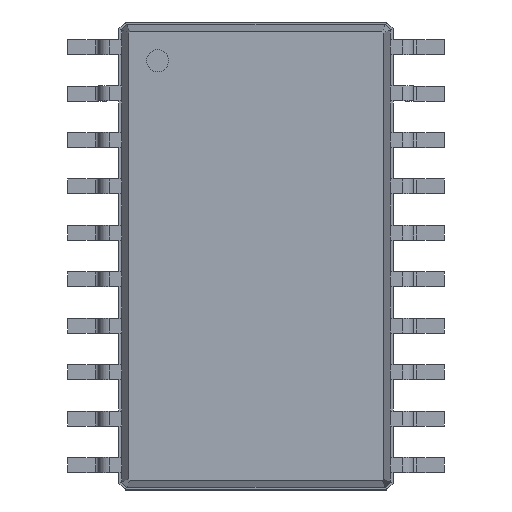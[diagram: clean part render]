
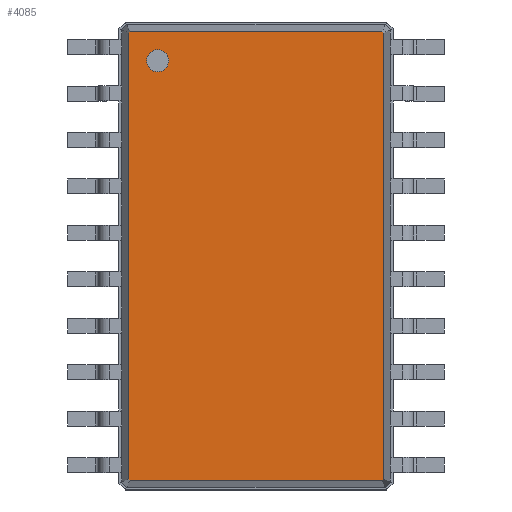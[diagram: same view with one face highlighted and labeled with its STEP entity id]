
A CAD part, top view. The second image highlights one B-rep face of the part: STEP entity #4085.
In plain terms, the highlighted planar face has unit normal (0, 0, 1).
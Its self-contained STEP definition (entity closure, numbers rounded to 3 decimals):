
#1618 = VERTEX_POINT('',#1619);
#1619 = CARTESIAN_POINT('',(3.489,-6.094,2.75));
#1624 = EDGE_CURVE('',#1625,#1618,#1627,.T.);
#1625 = VERTEX_POINT('',#1626);
#1626 = CARTESIAN_POINT('',(3.489,6.094,2.75));
#1627 = LINE('',#1628,#1629);
#1628 = CARTESIAN_POINT('',(3.489,6.094,2.75));
#1629 = VECTOR('',#1630,1.);
#1630 = DIRECTION('',(0.,-1.,0.));
#4049 = EDGE_CURVE('',#4050,#1625,#4052,.T.);
#4050 = VERTEX_POINT('',#4051);
#4051 = CARTESIAN_POINT('',(3.444,6.139,2.75));
#4052 = LINE('',#4053,#4054);
#4053 = CARTESIAN_POINT('',(3.444,6.139,2.75));
#4054 = VECTOR('',#4055,1.);
#4055 = DIRECTION('',(0.707,-0.707,0.));
#4085 = ADVANCED_FACE('',(#4086,#4136),#4147,.T.);
#4086 = FACE_BOUND('',#4087,.T.);
#4087 = EDGE_LOOP('',(#4088,#4096,#4104,#4112,#4120,#4128,#4134,#4135));
#4088 = ORIENTED_EDGE('',*,*,#4089,.F.);
#4089 = EDGE_CURVE('',#4090,#4050,#4092,.T.);
#4090 = VERTEX_POINT('',#4091);
#4091 = CARTESIAN_POINT('',(-3.444,6.139,2.75));
#4092 = LINE('',#4093,#4094);
#4093 = CARTESIAN_POINT('',(-3.444,6.139,2.75));
#4094 = VECTOR('',#4095,1.);
#4095 = DIRECTION('',(1.,0.,0.));
#4096 = ORIENTED_EDGE('',*,*,#4097,.F.);
#4097 = EDGE_CURVE('',#4098,#4090,#4100,.T.);
#4098 = VERTEX_POINT('',#4099);
#4099 = CARTESIAN_POINT('',(-3.489,6.094,2.75));
#4100 = LINE('',#4101,#4102);
#4101 = CARTESIAN_POINT('',(-3.489,6.094,2.75));
#4102 = VECTOR('',#4103,1.);
#4103 = DIRECTION('',(0.707,0.707,0.));
#4104 = ORIENTED_EDGE('',*,*,#4105,.F.);
#4105 = EDGE_CURVE('',#4106,#4098,#4108,.T.);
#4106 = VERTEX_POINT('',#4107);
#4107 = CARTESIAN_POINT('',(-3.489,-6.094,2.75));
#4108 = LINE('',#4109,#4110);
#4109 = CARTESIAN_POINT('',(-3.489,-6.094,2.75));
#4110 = VECTOR('',#4111,1.);
#4111 = DIRECTION('',(0.,1.,0.));
#4112 = ORIENTED_EDGE('',*,*,#4113,.F.);
#4113 = EDGE_CURVE('',#4114,#4106,#4116,.T.);
#4114 = VERTEX_POINT('',#4115);
#4115 = CARTESIAN_POINT('',(-3.444,-6.139,2.75));
#4116 = LINE('',#4117,#4118);
#4117 = CARTESIAN_POINT('',(-3.444,-6.139,2.75));
#4118 = VECTOR('',#4119,1.);
#4119 = DIRECTION('',(-0.707,0.707,0.));
#4120 = ORIENTED_EDGE('',*,*,#4121,.F.);
#4121 = EDGE_CURVE('',#4122,#4114,#4124,.T.);
#4122 = VERTEX_POINT('',#4123);
#4123 = CARTESIAN_POINT('',(3.444,-6.139,2.75));
#4124 = LINE('',#4125,#4126);
#4125 = CARTESIAN_POINT('',(3.444,-6.139,2.75));
#4126 = VECTOR('',#4127,1.);
#4127 = DIRECTION('',(-1.,0.,0.));
#4128 = ORIENTED_EDGE('',*,*,#4129,.F.);
#4129 = EDGE_CURVE('',#1618,#4122,#4130,.T.);
#4130 = LINE('',#4131,#4132);
#4131 = CARTESIAN_POINT('',(3.489,-6.094,2.75));
#4132 = VECTOR('',#4133,1.);
#4133 = DIRECTION('',(-0.707,-0.707,0.));
#4134 = ORIENTED_EDGE('',*,*,#1624,.F.);
#4135 = ORIENTED_EDGE('',*,*,#4049,.F.);
#4136 = FACE_BOUND('',#4137,.T.);
#4137 = EDGE_LOOP('',(#4138));
#4138 = ORIENTED_EDGE('',*,*,#4139,.F.);
#4139 = EDGE_CURVE('',#4140,#4140,#4142,.T.);
#4140 = VERTEX_POINT('',#4141);
#4141 = CARTESIAN_POINT('',(-2.689,5.039,2.75));
#4142 = CIRCLE('',#4143,0.3);
#4143 = AXIS2_PLACEMENT_3D('',#4144,#4145,#4146);
#4144 = CARTESIAN_POINT('',(-2.689,5.339,2.75));
#4145 = DIRECTION('',(0.,0.,1.));
#4146 = DIRECTION('',(0.,-1.,0.));
#4147 = PLANE('',#4148);
#4148 = AXIS2_PLACEMENT_3D('',#4149,#4150,#4151);
#4149 = CARTESIAN_POINT('',(-3.444,6.139,2.75));
#4150 = DIRECTION('',(0.,0.,1.));
#4151 = DIRECTION('',(0.489,-0.872,0.));
